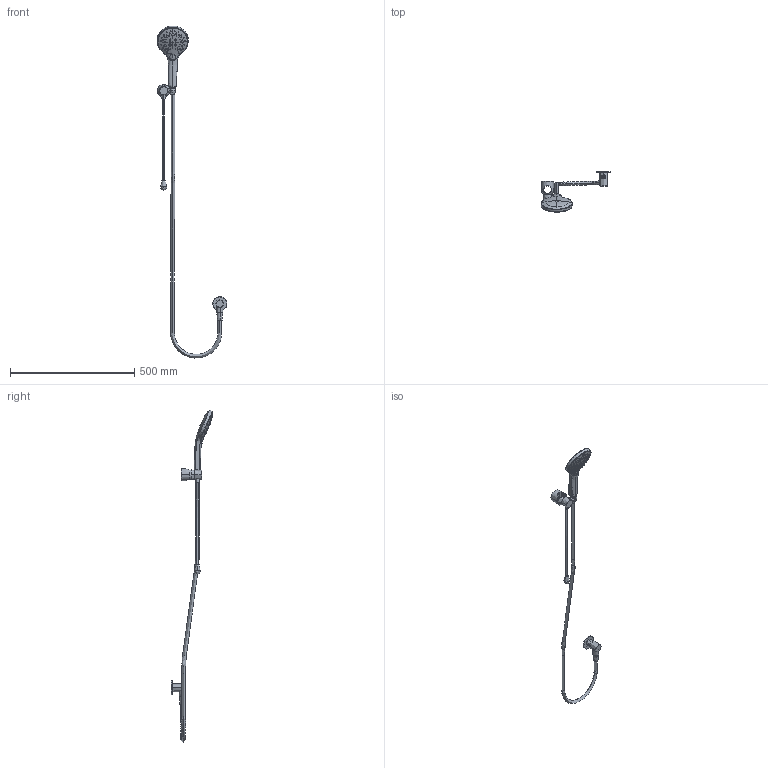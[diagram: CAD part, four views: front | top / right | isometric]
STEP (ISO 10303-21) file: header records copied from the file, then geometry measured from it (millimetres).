
FILE_DESCRIPTION(/* description */ (''),/* implementation_level */ '2;1');
FILE_NAME(/* name */ 'STEP - IM 01804',/* time_stamp */ '2024-07-05T13:40:52+10:00',/* author */ (''),/* organization */ (''),/* preprocessor_version */ 'ST-DEVELOPER v16.5',/* originating_system */ 'Rhino 7.23',/* authorisation */ '');
FILE_SCHEMA (('AUTOMOTIVE_DESIGN'));
Length unit declared in the file: millimetre
Products named in the file (1): Document
Bounding box: 280.2 x 165.69 x 1335.22 mm (x, y, z)
Volume: 634406.3 mm3; surface area: 299298.8 mm2
Topology: 31 solids, 35 shells, 2926 faces, 7459 edges, 4620 vertices
Faces by surface type: bspline 1698, plane 628, cylinder 600
Entity records: 230064 total; most frequent: CARTESIAN_POINT 184586, ORIENTED_EDGE 14852, EDGE_CURVE 7439, B_SPLINE_CURVE_WITH_KNOTS 5268, VERTEX_POINT 4617, EDGE_LOOP 3136, ADVANCED_FACE 2926, FACE_OUTER_BOUND 2926
